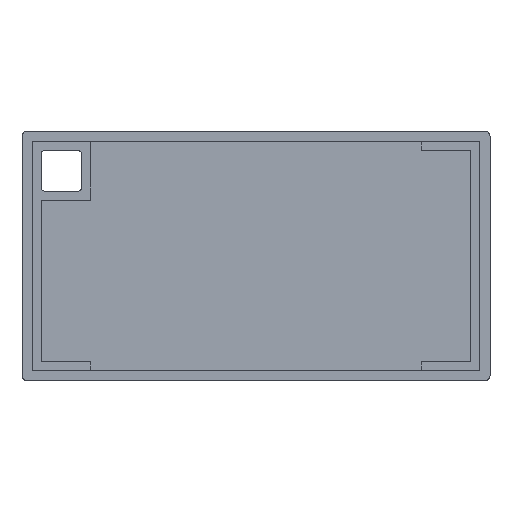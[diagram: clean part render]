
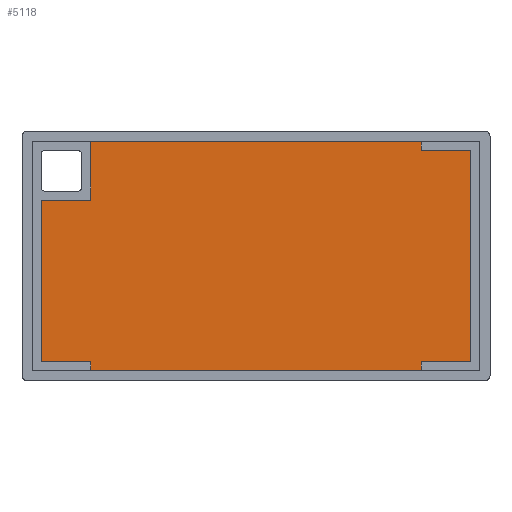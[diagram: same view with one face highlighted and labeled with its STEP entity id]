
A CAD part, top view. The second image highlights one B-rep face of the part: STEP entity #5118.
In plain terms, the highlighted planar face has unit normal (0, 0, 1).
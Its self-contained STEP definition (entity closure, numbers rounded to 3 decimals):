
#3490 = VERTEX_POINT('',#3491);
#3491 = CARTESIAN_POINT('',(13.5,2.,2.));
#3497 = EDGE_CURVE('',#3490,#3498,#3500,.T.);
#3498 = VERTEX_POINT('',#3499);
#3499 = CARTESIAN_POINT('',(78.5,2.,2.));
#3500 = LINE('',#3501,#3502);
#3501 = CARTESIAN_POINT('',(2.,2.,2.));
#3502 = VECTOR('',#3503,1.);
#3503 = DIRECTION('',(1.,0.,0.));
#3744 = VERTEX_POINT('',#3745);
#3745 = CARTESIAN_POINT('',(78.5,47.,2.));
#3751 = EDGE_CURVE('',#3744,#3752,#3754,.T.);
#3752 = VERTEX_POINT('',#3753);
#3753 = CARTESIAN_POINT('',(13.5,47.,2.));
#3754 = LINE('',#3755,#3756);
#3755 = CARTESIAN_POINT('',(90.,47.,2.));
#3756 = VECTOR('',#3757,1.);
#3757 = DIRECTION('',(-1.,0.,0.));
#4545 = VERTEX_POINT('',#4546);
#4546 = CARTESIAN_POINT('',(13.5,3.75,2.));
#4554 = EDGE_CURVE('',#4545,#3490,#4555,.T.);
#4555 = LINE('',#4556,#4557);
#4556 = CARTESIAN_POINT('',(13.5,3.75,2.));
#4557 = VECTOR('',#4558,1.);
#4558 = DIRECTION('',(0.,-1.,0.));
#4571 = VERTEX_POINT('',#4572);
#4572 = CARTESIAN_POINT('',(13.5,35.5,2.));
#4578 = EDGE_CURVE('',#3752,#4571,#4579,.T.);
#4579 = LINE('',#4580,#4581);
#4580 = CARTESIAN_POINT('',(13.5,47.,2.));
#4581 = VECTOR('',#4582,1.);
#4582 = DIRECTION('',(0.,-1.,0.));
#4593 = VERTEX_POINT('',#4594);
#4594 = CARTESIAN_POINT('',(3.75,3.75,2.));
#4602 = EDGE_CURVE('',#4593,#4545,#4603,.T.);
#4603 = LINE('',#4604,#4605);
#4604 = CARTESIAN_POINT('',(3.75,3.75,2.));
#4605 = VECTOR('',#4606,1.);
#4606 = DIRECTION('',(1.,0.,0.));
#4619 = VERTEX_POINT('',#4620);
#4620 = CARTESIAN_POINT('',(3.75,35.5,2.));
#4626 = EDGE_CURVE('',#4571,#4619,#4627,.T.);
#4627 = LINE('',#4628,#4629);
#4628 = CARTESIAN_POINT('',(13.5,35.5,2.));
#4629 = VECTOR('',#4630,1.);
#4630 = DIRECTION('',(-1.,0.,0.));
#4643 = EDGE_CURVE('',#4619,#4593,#4644,.T.);
#4644 = LINE('',#4645,#4646);
#4645 = CARTESIAN_POINT('',(3.75,35.5,2.));
#4646 = VECTOR('',#4647,1.);
#4647 = DIRECTION('',(0.,-1.,0.));
#5101 = VERTEX_POINT('',#5102);
#5102 = CARTESIAN_POINT('',(78.5,3.75,2.));
#5108 = EDGE_CURVE('',#3498,#5101,#5109,.T.);
#5109 = LINE('',#5110,#5111);
#5110 = CARTESIAN_POINT('',(78.5,2.,2.));
#5111 = VECTOR('',#5112,1.);
#5112 = DIRECTION('',(0.,1.,0.));
#5118 = ADVANCED_FACE('',(#5119),#5159,.T.);
#5119 = FACE_BOUND('',#5120,.T.);
#5120 = EDGE_LOOP('',(#5121,#5122,#5123,#5124,#5132,#5140,#5148,#5154,
    #5155,#5156,#5157,#5158));
#5121 = ORIENTED_EDGE('',*,*,#4554,.T.);
#5122 = ORIENTED_EDGE('',*,*,#3497,.T.);
#5123 = ORIENTED_EDGE('',*,*,#5108,.T.);
#5124 = ORIENTED_EDGE('',*,*,#5125,.T.);
#5125 = EDGE_CURVE('',#5101,#5126,#5128,.T.);
#5126 = VERTEX_POINT('',#5127);
#5127 = CARTESIAN_POINT('',(88.25,3.75,2.));
#5128 = LINE('',#5129,#5130);
#5129 = CARTESIAN_POINT('',(78.5,3.75,2.));
#5130 = VECTOR('',#5131,1.);
#5131 = DIRECTION('',(1.,0.,0.));
#5132 = ORIENTED_EDGE('',*,*,#5133,.T.);
#5133 = EDGE_CURVE('',#5126,#5134,#5136,.T.);
#5134 = VERTEX_POINT('',#5135);
#5135 = CARTESIAN_POINT('',(88.25,45.25,2.));
#5136 = LINE('',#5137,#5138);
#5137 = CARTESIAN_POINT('',(88.25,3.75,2.));
#5138 = VECTOR('',#5139,1.);
#5139 = DIRECTION('',(0.,1.,0.));
#5140 = ORIENTED_EDGE('',*,*,#5141,.T.);
#5141 = EDGE_CURVE('',#5134,#5142,#5144,.T.);
#5142 = VERTEX_POINT('',#5143);
#5143 = CARTESIAN_POINT('',(78.5,45.25,2.));
#5144 = LINE('',#5145,#5146);
#5145 = CARTESIAN_POINT('',(88.25,45.25,2.));
#5146 = VECTOR('',#5147,1.);
#5147 = DIRECTION('',(-1.,0.,0.));
#5148 = ORIENTED_EDGE('',*,*,#5149,.T.);
#5149 = EDGE_CURVE('',#5142,#3744,#5150,.T.);
#5150 = LINE('',#5151,#5152);
#5151 = CARTESIAN_POINT('',(78.5,45.25,2.));
#5152 = VECTOR('',#5153,1.);
#5153 = DIRECTION('',(0.,1.,0.));
#5154 = ORIENTED_EDGE('',*,*,#3751,.T.);
#5155 = ORIENTED_EDGE('',*,*,#4578,.T.);
#5156 = ORIENTED_EDGE('',*,*,#4626,.T.);
#5157 = ORIENTED_EDGE('',*,*,#4643,.T.);
#5158 = ORIENTED_EDGE('',*,*,#4602,.T.);
#5159 = PLANE('',#5160);
#5160 = AXIS2_PLACEMENT_3D('',#5161,#5162,#5163);
#5161 = CARTESIAN_POINT('',(46.,24.5,2.));
#5162 = DIRECTION('',(0.,0.,1.));
#5163 = DIRECTION('',(1.,0.,0.));
